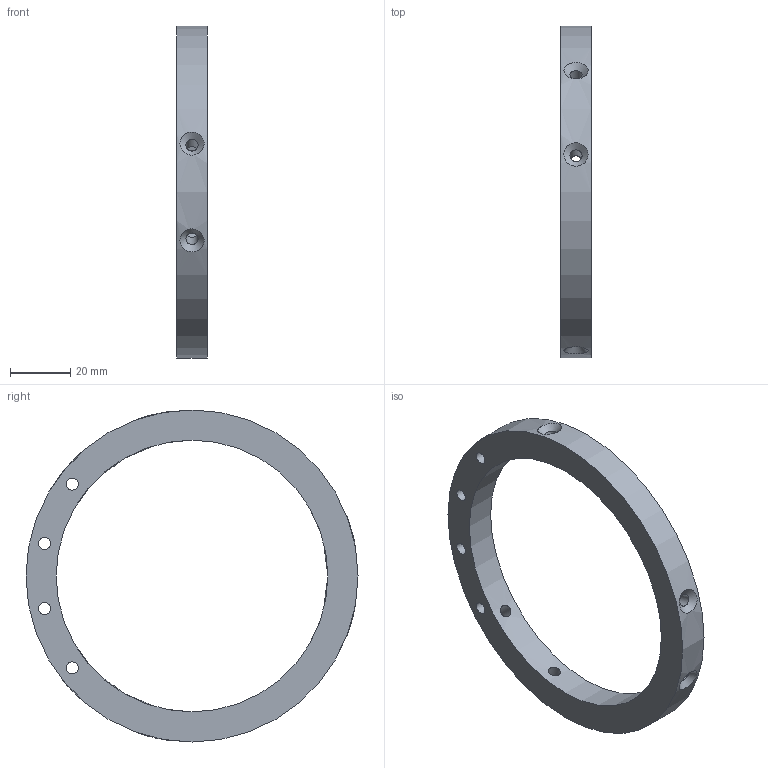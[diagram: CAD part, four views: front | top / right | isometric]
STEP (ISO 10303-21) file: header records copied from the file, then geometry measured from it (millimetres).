
FILE_DESCRIPTION(('FreeCAD Model'),'2;1');
FILE_NAME('APLINOV d''enhaut (8Février2019)ARCEAU CHAMFREINE.step', '2019-05-25T17:56:54',('Author'),(''), 'Open CASCADE STEP processor 7.2','FreeCAD','Unknown');
FILE_SCHEMA(('AUTOMOTIVE_DESIGN { 1 0 10303 214 1 1 1 1 }'));
Length unit declared in the file: millimetre
Products named in the file (1): Chamfer_RADIAL__ARCEAU_DROIT
Bounding box: 10 x 110 x 110 mm (x, y, z)
Volume: 29989.7 mm3; surface area: 13513.3 mm2
Topology: 1 solids, 1 shells, 20 faces, 48 edges, 30 vertices
Faces by surface type: cylinder 12, bspline 6, plane 2
Full cylindrical faces by diameter (mm): 4 x9, 90 x1, 110 x1
Entity records: 7096 total; most frequent: CARTESIAN_POINT 6033, DIRECTION 126, ORIENTED_EDGE 96, PCURVE 96, DEFINITIONAL_REPRESENTATION 96, B_SPLINE_CURVE_WITH_KNOTS 60, LINE 60, VECTOR 60
